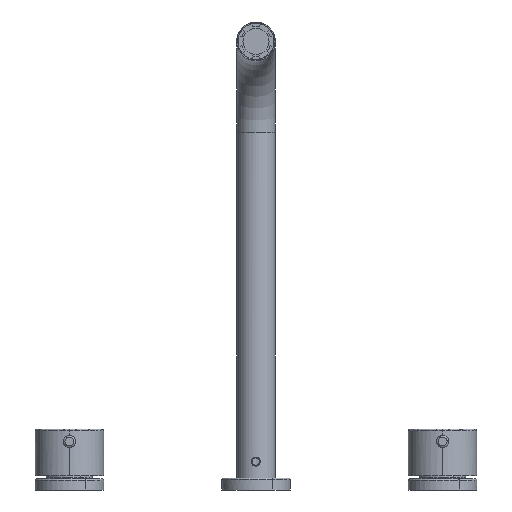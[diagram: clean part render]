
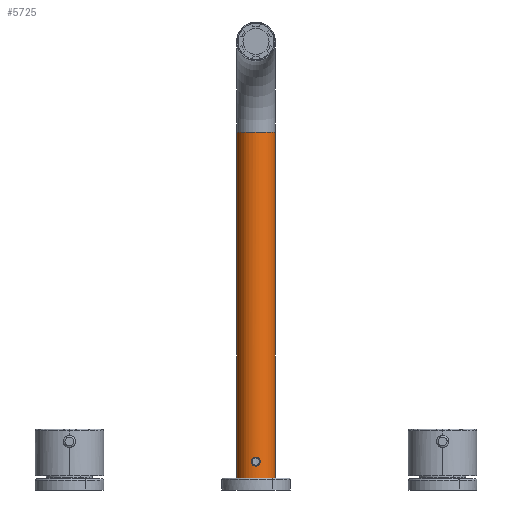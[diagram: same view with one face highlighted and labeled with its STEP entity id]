
A CAD part, front view. The second image highlights one B-rep face of the part: STEP entity #5725.
In plain terms, the highlighted cylindrical face has radius 13 mm (diameter 26 mm), a partial arc.
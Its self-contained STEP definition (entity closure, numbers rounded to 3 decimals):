
#5232=CARTESIAN_POINT('Vertex',(-13.,0.,0.)) ;
#5234=CARTESIAN_POINT('Vertex',(13.,0.,0.)) ;
#5237=CARTESIAN_POINT('Axis2P3D Location',(0.,0.,0.)) ;
#5441=CARTESIAN_POINT('Vertex',(-13.,233.,0.)) ;
#5443=CARTESIAN_POINT('Vertex',(13.,233.,0.)) ;
#5527=CARTESIAN_POINT('Axis2P3D Location',(0.,233.,0.)) ;
#5544=CARTESIAN_POINT('Line Origine',(-13.,116.5,0.)) ;
#5549=CARTESIAN_POINT('Line Origine',(13.,116.5,0.)) ;
#5672=CARTESIAN_POINT('Axis2P3D Location',(0.,116.5,0.)) ;
#5684=CARTESIAN_POINT('Control Point',(2.744,13.866,-12.707)) ;
#5685=CARTESIAN_POINT('Control Point',(2.473,14.412,-12.766)) ;
#5686=CARTESIAN_POINT('Control Point',(2.064,14.892,-12.846)) ;
#5687=CARTESIAN_POINT('Control Point',(1.53,15.268,-12.932)) ;
#5688=CARTESIAN_POINT('Control Point',(0.588,15.577,-13.01)) ;
#5689=CARTESIAN_POINT('Control Point',(-0.374,15.477,-13.001)) ;
#5690=CARTESIAN_POINT('Control Point',(-0.691,15.396,-12.987)) ;
#5691=CARTESIAN_POINT('Control Point',(-1.426,15.093,-12.933)) ;
#5692=CARTESIAN_POINT('Control Point',(-2.017,14.568,-12.849)) ;
#5693=CARTESIAN_POINT('Control Point',(-2.298,14.197,-12.798)) ;
#5694=CARTESIAN_POINT('Control Point',(-2.712,13.369,-12.716)) ;
#5695=CARTESIAN_POINT('Control Point',(-2.801,12.452,-12.694)) ;
#5696=CARTESIAN_POINT('Control Point',(-2.759,11.989,-12.704)) ;
#5697=CARTESIAN_POINT('Control Point',(-2.633,11.543,-12.732)) ;
#5698=CARTESIAN_POINT('Control Point',(-2.429,11.134,-12.771)) ;
#5699=CARTESIAN_POINT('Vertex',(2.744,13.866,-12.707)) ;
#5701=CARTESIAN_POINT('Vertex',(-2.429,11.134,-12.771)) ;
#5705=CARTESIAN_POINT('Control Point',(-2.429,11.134,-12.771)) ;
#5706=CARTESIAN_POINT('Control Point',(-2.224,10.724,-12.81)) ;
#5707=CARTESIAN_POINT('Control Point',(-1.942,10.351,-12.859)) ;
#5708=CARTESIAN_POINT('Control Point',(-1.588,10.033,-12.912)) ;
#5709=CARTESIAN_POINT('Control Point',(-0.895,9.63,-12.983)) ;
#5710=CARTESIAN_POINT('Control Point',(-0.107,9.485,-13.006)) ;
#5711=CARTESIAN_POINT('Control Point',(0.217,9.473,-13.004)) ;
#5712=CARTESIAN_POINT('Control Point',(0.936,9.55,-12.978)) ;
#5713=CARTESIAN_POINT('Control Point',(1.594,9.845,-12.909)) ;
#5714=CARTESIAN_POINT('Control Point',(1.922,10.068,-12.862)) ;
#5715=CARTESIAN_POINT('Control Point',(2.712,10.82,-12.727)) ;
#5716=CARTESIAN_POINT('Control Point',(3.112,11.849,-12.623)) ;
#5717=CARTESIAN_POINT('Control Point',(3.178,12.56,-12.604)) ;
#5718=CARTESIAN_POINT('Control Point',(3.047,13.254,-12.642)) ;
#5719=CARTESIAN_POINT('Control Point',(2.744,13.866,-12.707)) ;
#5546=VECTOR('Line Direction',#5545,1.) ;
#5551=VECTOR('Line Direction',#5550,1.) ;
#5238=DIRECTION('Axis2P3D Direction',(0.,1.,-0.)) ;
#5528=DIRECTION('Axis2P3D Direction',(0.,1.,0.)) ;
#5545=DIRECTION('Vector Direction',(0.,1.,0.)) ;
#5550=DIRECTION('Vector Direction',(0.,1.,0.)) ;
#5673=DIRECTION('Axis2P3D Direction',(0.,1.,-0.)) ;
#5674=DIRECTION('Axis2P3D XDirection',(1.,0.,0.)) ;
#5239=AXIS2_PLACEMENT_3D('Circle Axis2P3D',#5237,#5238,$) ;
#5529=AXIS2_PLACEMENT_3D('Circle Axis2P3D',#5527,#5528,$) ;
#5675=AXIS2_PLACEMENT_3D('Cylinder Axis2P3D',#5672,#5673,#5674) ;
#5547=LINE('Line',#5544,#5546) ;
#5552=LINE('Line',#5549,#5551) ;
#5240=CIRCLE('generated circle',#5239,13.) ;
#5530=CIRCLE('generated circle',#5529,13.) ;
#5676=CYLINDRICAL_SURFACE('generated cylinder',#5675,13.) ;
#5724=FACE_BOUND('',#5721,.T.) ;
#5241=EDGE_CURVE('',#5235,#5233,#5240,.T.) ;
#5531=EDGE_CURVE('',#5444,#5442,#5530,.T.) ;
#5548=EDGE_CURVE('',#5233,#5442,#5547,.T.) ;
#5553=EDGE_CURVE('',#5235,#5444,#5552,.T.) ;
#5703=EDGE_CURVE('',#5700,#5702,#5683,.T.) ;
#5720=EDGE_CURVE('',#5702,#5700,#5704,.T.) ;
#5678=ORIENTED_EDGE('',*,*,#5553,.F.) ;
#5679=ORIENTED_EDGE('',*,*,#5241,.T.) ;
#5680=ORIENTED_EDGE('',*,*,#5548,.T.) ;
#5681=ORIENTED_EDGE('',*,*,#5531,.F.) ;
#5722=ORIENTED_EDGE('',*,*,#5703,.T.) ;
#5723=ORIENTED_EDGE('',*,*,#5720,.T.) ;
#5677=EDGE_LOOP('',(#5678,#5679,#5680,#5681)) ;
#5721=EDGE_LOOP('',(#5722,#5723)) ;
#5233=VERTEX_POINT('',#5232) ;
#5235=VERTEX_POINT('',#5234) ;
#5442=VERTEX_POINT('',#5441) ;
#5444=VERTEX_POINT('',#5443) ;
#5700=VERTEX_POINT('',#5699) ;
#5702=VERTEX_POINT('',#5701) ;
#5725=ADVANCED_FACE('PartBody',(#5682,#5724),#5676,.T.) ;
#5683=B_SPLINE_CURVE_WITH_KNOTS('',5,(#5684,#5685,#5686,#5687,#5688,#5689,#5690,#5691,#5692,#5693,#5694,#5695,#5696,#5697,#5698),.UNSPECIFIED.,.F.,.U.,(6,3,3,3,6),(0.,4.059,6.128,9.144,12.189),.UNSPECIFIED.) ;
#5704=B_SPLINE_CURVE_WITH_KNOTS('',5,(#5705,#5706,#5707,#5708,#5709,#5710,#5711,#5712,#5713,#5714,#5715,#5716,#5717,#5718,#5719),.UNSPECIFIED.,.F.,.U.,(6,3,3,3,6),(12.189,15.235,17.279,19.826,24.378),.UNSPECIFIED.) ;
#5682=FACE_OUTER_BOUND('',#5677,.T.) ;
